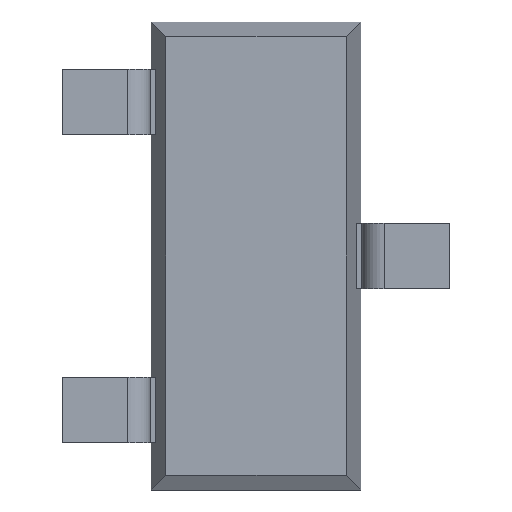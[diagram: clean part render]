
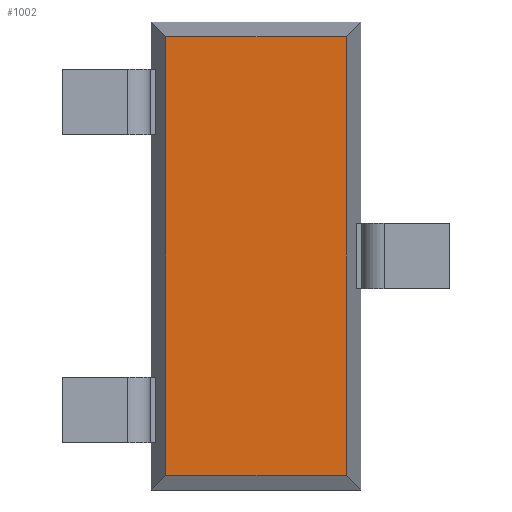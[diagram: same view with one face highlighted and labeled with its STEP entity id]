
A CAD part, front view. The second image highlights one B-rep face of the part: STEP entity #1002.
In plain terms, the highlighted planar face has unit normal (0, -1, 0).
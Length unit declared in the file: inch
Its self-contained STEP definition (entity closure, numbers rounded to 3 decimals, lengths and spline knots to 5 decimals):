
#13 = CARTESIAN_POINT ( 'NONE',  ( 0.02195, 0.004, 0.05345 ) ) ;
#26 = CARTESIAN_POINT ( 'NONE',  ( -0.02195, 0.004, 0.05345 ) ) ;
#54 = VERTEX_POINT ( 'NONE', #13 ) ;
#95 = VERTEX_POINT ( 'NONE', #26 ) ;
#137 = DIRECTION ( 'NONE',  ( 0., 0., -1. ) ) ;
#192 = CARTESIAN_POINT ( 'NONE',  ( 0.0255, 0.004, -0.05345 ) ) ;
#199 = CARTESIAN_POINT ( 'NONE',  ( -0.02195, 0.004, -0.05345 ) ) ;
#217 = ORIENTED_EDGE ( 'NONE', *, *, #793, .T. ) ;
#257 = DIRECTION ( 'NONE',  ( 0., 0., 1. ) ) ;
#294 = VECTOR ( 'NONE', #1658, 39.37008 ) ;
#324 = DIRECTION ( 'NONE',  ( 1., 0., 0. ) ) ;
#361 = LINE ( 'NONE', #192, #1133 ) ;
#435 = CARTESIAN_POINT ( 'NONE',  ( 0., 0.004, 0. ) ) ;
#477 = LINE ( 'NONE', #1808, #599 ) ;
#538 = CARTESIAN_POINT ( 'NONE',  ( -0.02195, 0.004, -0.057 ) ) ;
#561 = ORIENTED_EDGE ( 'NONE', *, *, #844, .T. ) ;
#574 = LINE ( 'NONE', #538, #294 ) ;
#584 = PLANE ( 'NONE',  #668 ) ;
#599 = VECTOR ( 'NONE', #257, 39.37008 ) ;
#638 = VECTOR ( 'NONE', #1101, 39.37008 ) ;
#649 = EDGE_CURVE ( 'NONE', #711, #1373, #361, .T. ) ;
#668 = AXIS2_PLACEMENT_3D ( 'NONE', #435, #696, #137 ) ;
#696 = DIRECTION ( 'NONE',  ( 0., -1., 0. ) ) ;
#711 = VERTEX_POINT ( 'NONE', #199 ) ;
#793 = EDGE_CURVE ( 'NONE', #95, #711, #574, .T. ) ;
#819 = EDGE_CURVE ( 'NONE', #1373, #54, #477, .T. ) ;
#844 = EDGE_CURVE ( 'NONE', #54, #95, #1309, .T. ) ;
#1002 = ADVANCED_FACE ( 'NONE', ( #1431 ), #584, .T. ) ;
#1101 = DIRECTION ( 'NONE',  ( -1., 0., 0. ) ) ;
#1133 = VECTOR ( 'NONE', #324, 39.37008 ) ;
#1134 = EDGE_LOOP ( 'NONE', ( #217, #1268, #1180, #561 ) ) ;
#1180 = ORIENTED_EDGE ( 'NONE', *, *, #819, .T. ) ;
#1268 = ORIENTED_EDGE ( 'NONE', *, *, #649, .T. ) ;
#1309 = LINE ( 'NONE', #1515, #638 ) ;
#1373 = VERTEX_POINT ( 'NONE', #1751 ) ;
#1431 = FACE_OUTER_BOUND ( 'NONE', #1134, .T. ) ;
#1515 = CARTESIAN_POINT ( 'NONE',  ( -0.0255, 0.004, 0.05345 ) ) ;
#1658 = DIRECTION ( 'NONE',  ( 0., 0., -1. ) ) ;
#1751 = CARTESIAN_POINT ( 'NONE',  ( 0.02195, 0.004, -0.05345 ) ) ;
#1808 = CARTESIAN_POINT ( 'NONE',  ( 0.02195, 0.004, 0.057 ) ) ;
